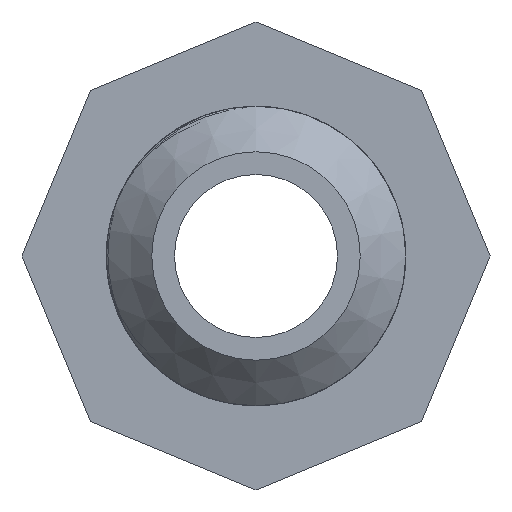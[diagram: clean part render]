
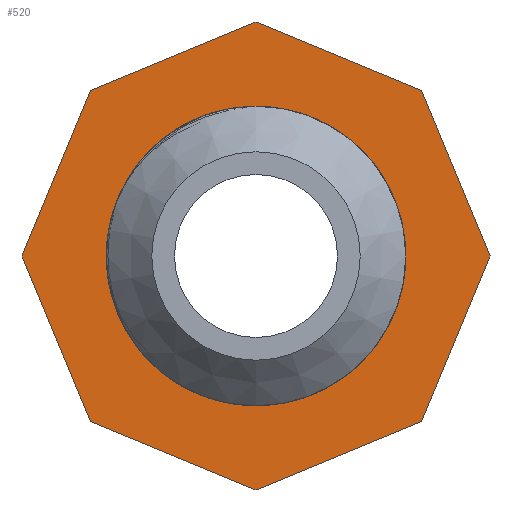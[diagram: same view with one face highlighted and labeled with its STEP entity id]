
A CAD part, front view. The second image highlights one B-rep face of the part: STEP entity #520.
In plain terms, the highlighted planar face has unit normal (0, -1, 0).
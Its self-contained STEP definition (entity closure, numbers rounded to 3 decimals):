
#42=LINE('',#757,#66);
#46=LINE('',#765,#70);
#49=LINE('',#771,#73);
#52=LINE('',#777,#76);
#55=LINE('',#783,#79);
#58=LINE('',#789,#82);
#61=LINE('',#795,#85);
#64=LINE('',#800,#88);
#66=VECTOR('',#631,10.);
#70=VECTOR('',#637,10.);
#73=VECTOR('',#642,10.);
#76=VECTOR('',#647,10.);
#79=VECTOR('',#652,10.);
#82=VECTOR('',#657,10.);
#85=VECTOR('',#662,10.);
#88=VECTOR('',#667,10.);
#109=FACE_BOUND('',#183,.T.);
#139=FACE_OUTER_BOUND('',#182,.T.);
#182=EDGE_LOOP('',(#402,#403,#404,#405,#406,#407,#408,#409));
#183=EDGE_LOOP('',(#410));
#223=CIRCLE('',#550,5.708);
#245=VERTEX_POINT('',#738);
#251=VERTEX_POINT('',#755);
#252=VERTEX_POINT('',#756);
#255=VERTEX_POINT('',#764);
#257=VERTEX_POINT('',#770);
#259=VERTEX_POINT('',#776);
#261=VERTEX_POINT('',#782);
#263=VERTEX_POINT('',#788);
#265=VERTEX_POINT('',#794);
#295=EDGE_CURVE('',#245,#245,#223,.T.);
#301=EDGE_CURVE('',#251,#252,#42,.T.);
#305=EDGE_CURVE('',#255,#251,#46,.T.);
#308=EDGE_CURVE('',#257,#255,#49,.T.);
#311=EDGE_CURVE('',#259,#257,#52,.T.);
#314=EDGE_CURVE('',#261,#259,#55,.T.);
#317=EDGE_CURVE('',#263,#261,#58,.T.);
#320=EDGE_CURVE('',#265,#263,#61,.T.);
#323=EDGE_CURVE('',#252,#265,#64,.T.);
#402=ORIENTED_EDGE('',*,*,#323,.F.);
#403=ORIENTED_EDGE('',*,*,#301,.F.);
#404=ORIENTED_EDGE('',*,*,#305,.F.);
#405=ORIENTED_EDGE('',*,*,#308,.F.);
#406=ORIENTED_EDGE('',*,*,#311,.F.);
#407=ORIENTED_EDGE('',*,*,#314,.F.);
#408=ORIENTED_EDGE('',*,*,#317,.F.);
#409=ORIENTED_EDGE('',*,*,#320,.F.);
#410=ORIENTED_EDGE('',*,*,#295,.F.);
#498=PLANE('',#568);
#520=ADVANCED_FACE('',(#139,#109),#498,.T.);
#550=AXIS2_PLACEMENT_3D('',#739,#609,#610);
#568=AXIS2_PLACEMENT_3D('',#802,#669,#670);
#609=DIRECTION('center_axis',(0.,-1.,0.));
#610=DIRECTION('ref_axis',(1.,0.,0.));
#631=DIRECTION('',(-0.383,0.,0.924));
#637=DIRECTION('',(-0.924,0.,0.383));
#642=DIRECTION('',(-0.924,0.,-0.383));
#647=DIRECTION('',(-0.383,0.,-0.924));
#652=DIRECTION('',(0.383,0.,-0.924));
#657=DIRECTION('',(0.924,0.,-0.383));
#662=DIRECTION('',(0.924,0.,0.383));
#667=DIRECTION('',(0.383,0.,0.924));
#669=DIRECTION('center_axis',(0.,-1.,0.));
#670=DIRECTION('ref_axis',(0.,0.,-1.));
#738=CARTESIAN_POINT('',(0.,3.619,30.091));
#739=CARTESIAN_POINT('Origin',(0.,3.619,24.383));
#755=CARTESIAN_POINT('',(-7.271,3.619,17.112));
#756=CARTESIAN_POINT('',(-10.283,3.619,24.383));
#757=CARTESIAN_POINT('',(-7.271,3.619,17.112));
#764=CARTESIAN_POINT('',(0.,3.619,14.1));
#765=CARTESIAN_POINT('',(0.,3.619,14.1));
#770=CARTESIAN_POINT('',(7.271,3.619,17.112));
#771=CARTESIAN_POINT('',(7.271,3.619,17.112));
#776=CARTESIAN_POINT('',(10.283,3.619,24.383));
#777=CARTESIAN_POINT('',(10.283,3.619,24.383));
#782=CARTESIAN_POINT('',(7.271,3.619,31.654));
#783=CARTESIAN_POINT('',(7.271,3.619,31.654));
#788=CARTESIAN_POINT('',(0.,3.619,34.666));
#789=CARTESIAN_POINT('',(0.,3.619,34.666));
#794=CARTESIAN_POINT('',(-7.271,3.619,31.654));
#795=CARTESIAN_POINT('',(-7.271,3.619,31.654));
#800=CARTESIAN_POINT('',(-10.283,3.619,24.383));
#802=CARTESIAN_POINT('Origin',(0.,3.619,31.963));
